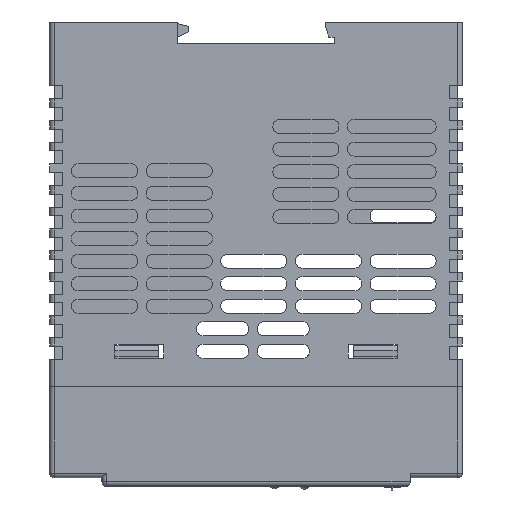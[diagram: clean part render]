
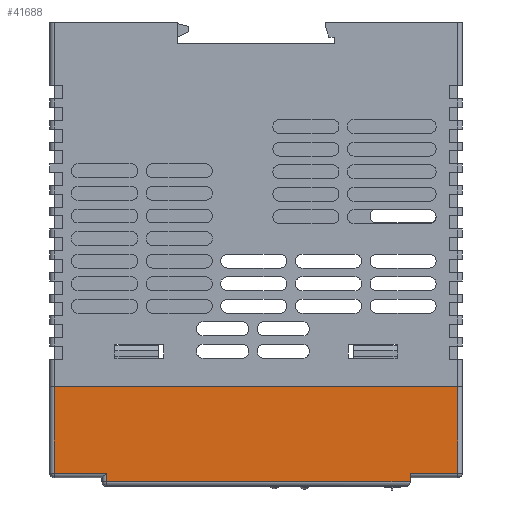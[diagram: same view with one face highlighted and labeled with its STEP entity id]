
A CAD part, front view. The second image highlights one B-rep face of the part: STEP entity #41688.
In plain terms, the highlighted face is planar.
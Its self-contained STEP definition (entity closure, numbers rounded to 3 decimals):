
#39088=DIRECTION('',(1.,0.,0.));
#39089=VECTOR('',#39088,93.);
#39090=CARTESIAN_POINT('',(-46.5,10.5,11.25));
#39091=LINE('',#39090,#39089);
#39723=DIRECTION('',(-1.,0.,0.));
#39724=VECTOR('',#39723,70.);
#39725=CARTESIAN_POINT('',(35.5,-11.5,11.25));
#39726=LINE('',#39725,#39724);
#39727=DIRECTION('',(0.,1.,0.));
#39728=VECTOR('',#39727,2.);
#39729=CARTESIAN_POINT('',(-34.5,-11.5,11.25));
#39730=LINE('',#39729,#39728);
#39731=DIRECTION('',(-1.,0.,0.));
#39732=VECTOR('',#39731,12.);
#39733=CARTESIAN_POINT('',(-34.5,-9.5,11.25));
#39734=LINE('',#39733,#39732);
#39735=DIRECTION('',(0.,-1.,0.));
#39736=VECTOR('',#39735,20.);
#39737=CARTESIAN_POINT('',(-46.5,10.5,11.25));
#39738=LINE('',#39737,#39736);
#39739=DIRECTION('',(0.,-1.,0.));
#39740=VECTOR('',#39739,20.);
#39741=CARTESIAN_POINT('',(46.5,10.5,11.25));
#39742=LINE('',#39741,#39740);
#39743=DIRECTION('',(-1.,0.,0.));
#39744=VECTOR('',#39743,11.);
#39745=CARTESIAN_POINT('',(46.5,-9.5,11.25));
#39746=LINE('',#39745,#39744);
#39843=DIRECTION('',(0.,1.,0.));
#39844=VECTOR('',#39843,2.);
#39845=CARTESIAN_POINT('',(35.5,-11.5,11.25));
#39846=LINE('',#39845,#39844);
#40318=CARTESIAN_POINT('',(35.5,-11.5,11.25));
#40320=VERTEX_POINT('',#40318);
#40321=CARTESIAN_POINT('',(-34.5,-11.5,11.25));
#40322=VERTEX_POINT('',#40321);
#40348=CARTESIAN_POINT('',(-46.5,10.5,11.25));
#40350=VERTEX_POINT('',#40348);
#40351=CARTESIAN_POINT('',(-46.5,-9.5,11.25));
#40352=VERTEX_POINT('',#40351);
#40355=CARTESIAN_POINT('',(-34.5,-9.5,11.25));
#40356=VERTEX_POINT('',#40355);
#40361=CARTESIAN_POINT('',(46.5,10.5,11.25));
#40363=VERTEX_POINT('',#40361);
#40367=CARTESIAN_POINT('',(46.5,-9.5,11.25));
#40368=VERTEX_POINT('',#40367);
#40385=CARTESIAN_POINT('',(35.5,-9.5,11.25));
#40386=VERTEX_POINT('',#40385);
#41667=CARTESIAN_POINT('',(-47.5,-10.5,11.25));
#41668=DIRECTION('',(0.,0.,1.));
#41669=DIRECTION('',(1.,0.,0.));
#41670=AXIS2_PLACEMENT_3D('',#41667,#41668,#41669);
#41671=PLANE('',#41670);
#41672=ORIENTED_EDGE('',*,*,#41658,.T.);
#41674=ORIENTED_EDGE('',*,*,#41673,.T.);
#41676=ORIENTED_EDGE('',*,*,#41675,.T.);
#41678=ORIENTED_EDGE('',*,*,#41677,.F.);
#41679=ORIENTED_EDGE('',*,*,#40839,.T.);
#41681=ORIENTED_EDGE('',*,*,#41680,.T.);
#41683=ORIENTED_EDGE('',*,*,#41682,.T.);
#41685=ORIENTED_EDGE('',*,*,#41684,.F.);
#41686=EDGE_LOOP('',(#41672,#41674,#41676,#41678,#41679,#41681,#41683,#41685));
#41687=FACE_OUTER_BOUND('',#41686,.F.);
#40839=EDGE_CURVE('',#40350,#40363,#39091,.T.);
#41658=EDGE_CURVE('',#40320,#40322,#39726,.T.);
#41673=EDGE_CURVE('',#40322,#40356,#39730,.T.);
#41675=EDGE_CURVE('',#40356,#40352,#39734,.T.);
#41677=EDGE_CURVE('',#40350,#40352,#39738,.T.);
#41680=EDGE_CURVE('',#40363,#40368,#39742,.T.);
#41682=EDGE_CURVE('',#40368,#40386,#39746,.T.);
#41684=EDGE_CURVE('',#40320,#40386,#39846,.T.);
#41688=ADVANCED_FACE('',(#41687),#41671,.T.);
